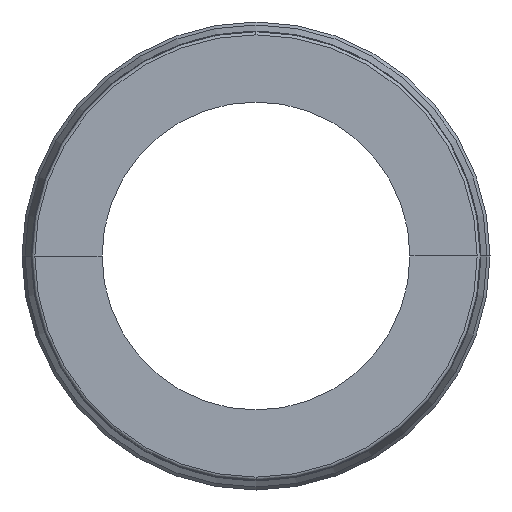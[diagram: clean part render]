
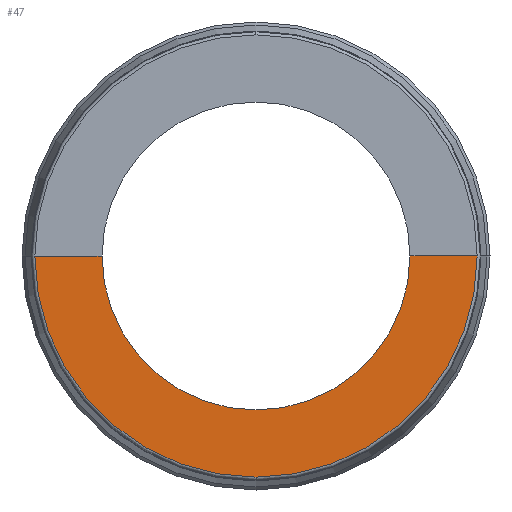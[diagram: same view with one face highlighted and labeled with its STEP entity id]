
A CAD part, front view. The second image highlights one B-rep face of the part: STEP entity #47.
In plain terms, the highlighted face is a revolution surface.
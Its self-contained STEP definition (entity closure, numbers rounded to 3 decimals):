
#47=ADVANCED_FACE('',(#234),#235,.T.);
#234=FACE_OUTER_BOUND('',#612,.T.);
#235=SURFACE_OF_REVOLUTION('',#613,#614);
#612=EDGE_LOOP('',(#1003,#1004,#1005,#1006,#1007));
#613=B_SPLINE_CURVE_WITH_KNOTS('',1,(#1008,#1009),.UNSPECIFIED.,.F.,.F.,(2,2),(0.0,2.225),.UNSPECIFIED.);
#614=AXIS1_PLACEMENT('',#1010,#1011);
#1003=ORIENTED_EDGE('',*,*,#2546,.F.);
#1004=ORIENTED_EDGE('',*,*,#2547,.T.);
#1005=ORIENTED_EDGE('',*,*,#2548,.T.);
#1006=ORIENTED_EDGE('',*,*,#2549,.F.);
#1007=ORIENTED_EDGE('',*,*,#2550,.F.);
#1008=CARTESIAN_POINT('',(-7.325,0.,0.0));
#1009=CARTESIAN_POINT('',(-5.1,0.,0.0));
#1010=CARTESIAN_POINT('',(0.0,0.,0.0));
#1011=DIRECTION('',(-0.0,-1.0,-0.0));
#2546=EDGE_CURVE('',#3043,#3044,#3045,.T.);
#2547=EDGE_CURVE('',#3043,#3046,#3047,.T.);
#2548=EDGE_CURVE('',#3046,#3048,#3049,.T.);
#2549=EDGE_CURVE('',#3050,#3048,#3051,.T.);
#2550=EDGE_CURVE('',#3044,#3050,#3052,.T.);
#3043=VERTEX_POINT('',#3851);
#3044=VERTEX_POINT('',#3852);
#3045=LINE('',#3853,#3854);
#3046=VERTEX_POINT('',#3855);
#3047=CIRCLE('',#3856,5.1);
#3048=VERTEX_POINT('',#3857);
#3049=LINE('',#3858,#3859);
#3050=VERTEX_POINT('',#3860);
#3051=CIRCLE('',#3861,7.325);
#3052=CIRCLE('',#3862,7.325);
#3851=CARTESIAN_POINT('',(5.1,0.,0.));
#3852=CARTESIAN_POINT('',(7.325,0.,0.));
#3853=CARTESIAN_POINT('',(7.325,0.,0.));
#3854=VECTOR('',#5510,1.0);
#3855=CARTESIAN_POINT('',(-5.1,0.,0.0));
#3856=AXIS2_PLACEMENT_3D('',#5511,#5512,#5513);
#3857=CARTESIAN_POINT('',(-7.325,0.,0.0));
#3858=CARTESIAN_POINT('',(-7.325,0.,0.0));
#3859=VECTOR('',#5514,1.0);
#3860=CARTESIAN_POINT('',(0.,0.,-7.325));
#3861=AXIS2_PLACEMENT_3D('',#5515,#5516,#5517);
#3862=AXIS2_PLACEMENT_3D('',#5518,#5519,#5520);
#5510=DIRECTION('',(1.,0.,0.));
#5511=CARTESIAN_POINT('',(0.0,0.,0.0));
#5512=DIRECTION('',(0.0,1.0,0.0));
#5513=DIRECTION('',(-1.0,0.0,0.0));
#5514=DIRECTION('',(-1.,0.,-0.0));
#5515=CARTESIAN_POINT('',(0.0,0.,0.0));
#5516=DIRECTION('',(0.0,1.0,0.0));
#5517=DIRECTION('',(-1.0,0.0,0.0));
#5518=CARTESIAN_POINT('',(0.0,0.,0.0));
#5519=DIRECTION('',(0.0,1.0,0.0));
#5520=DIRECTION('',(-1.0,0.0,0.0));
